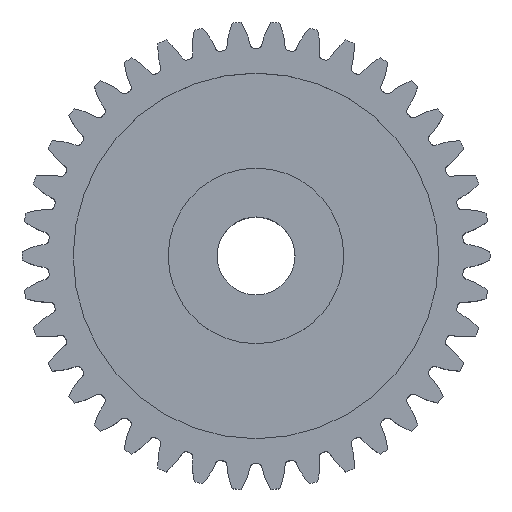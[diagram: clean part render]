
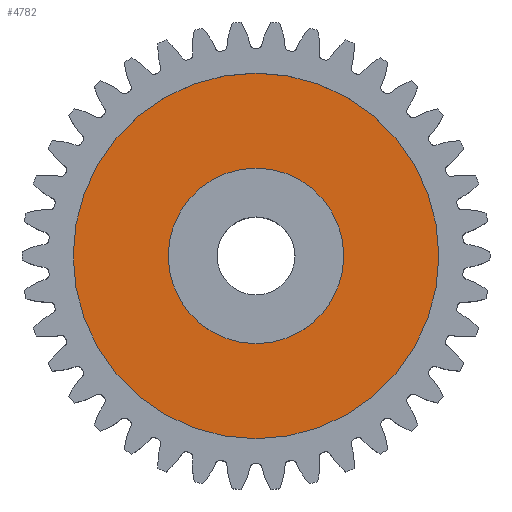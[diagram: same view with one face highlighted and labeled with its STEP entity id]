
A CAD part, top view. The second image highlights one B-rep face of the part: STEP entity #4782.
In plain terms, the highlighted planar face has unit normal (0, 0, 1).
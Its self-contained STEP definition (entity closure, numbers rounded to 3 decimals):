
#1476 = FACE_OUTER_BOUND ( 'NONE', #4740, .T. ) ;
#1517 = DIRECTION ( 'NONE',  ( 0., 0., -1. ) ) ;
#1518 = DIRECTION ( 'NONE',  ( -1., 0., 0. ) ) ;
#1519 = CARTESIAN_POINT ( 'NONE',  ( 0., 0., 7.75 ) ) ;
#1522 = FACE_BOUND ( 'NONE', #4711, .T. ) ;
#1562 = PLANE ( 'NONE',  #1598 ) ;
#1598 = AXIS2_PLACEMENT_3D ( 'NONE', #1519, #1517, #1518 ) ;
#1898 = CARTESIAN_POINT ( 'NONE',  ( -9., 0., 7.75 ) ) ;
#1927 = CARTESIAN_POINT ( 'NONE',  ( 9., 0., 7.75 ) ) ;
#2045 = AXIS2_PLACEMENT_3D ( 'NONE', #2138, #2141, #2129 ) ;
#2118 = CARTESIAN_POINT ( 'NONE',  ( 18.75, 0., 7.75 ) ) ;
#2129 = DIRECTION ( 'NONE',  ( -1., 0., 0. ) ) ;
#2138 = CARTESIAN_POINT ( 'NONE',  ( 0., 0., 7.75 ) ) ;
#2140 = CIRCLE ( 'NONE', #2045, 9. ) ;
#2141 = DIRECTION ( 'NONE',  ( 0., 0., -1. ) ) ;
#2273 = AXIS2_PLACEMENT_3D ( 'NONE', #2313, #2312, #2311 ) ;
#2303 = CIRCLE ( 'NONE', #2273, 18.75 ) ;
#2311 = DIRECTION ( 'NONE',  ( -1., 0., 0. ) ) ;
#2312 = DIRECTION ( 'NONE',  ( 0., 0., -1. ) ) ;
#2313 = CARTESIAN_POINT ( 'NONE',  ( 0., 0., 7.75 ) ) ;
#2325 = CARTESIAN_POINT ( 'NONE',  ( -18.75, 0., 7.75 ) ) ;
#4623 = ORIENTED_EDGE ( 'NONE', *, *, #4628, .F. ) ;
#4628 = EDGE_CURVE ( 'NONE', #7539, #7491, #5201, .T. ) ;
#4630 = EDGE_CURVE ( 'NONE', #7407, #7390, #5200, .T. ) ;
#4636 = ORIENTED_EDGE ( 'NONE', *, *, #7538, .F. ) ;
#4707 = ORIENTED_EDGE ( 'NONE', *, *, #7468, .T. ) ;
#4708 = ORIENTED_EDGE ( 'NONE', *, *, #4630, .T. ) ;
#4711 = EDGE_LOOP ( 'NONE', ( #4707, #4708 ) ) ;
#4740 = EDGE_LOOP ( 'NONE', ( #4623, #4636 ) ) ;
#4782 = ADVANCED_FACE ( 'NONE', ( #1522, #1476 ), #1562, .F. ) ;
#5099 = DIRECTION ( 'NONE',  ( -1., 0., 0. ) ) ;
#5100 = DIRECTION ( 'NONE',  ( 0., 0., -1. ) ) ;
#5101 = AXIS2_PLACEMENT_3D ( 'NONE', #5199, #5100, #5099 ) ;
#5143 = DIRECTION ( 'NONE',  ( -1., 0., 0. ) ) ;
#5147 = DIRECTION ( 'NONE',  ( 0., 0., -1. ) ) ;
#5194 = CARTESIAN_POINT ( 'NONE',  ( 0., 0., 7.75 ) ) ;
#5199 = CARTESIAN_POINT ( 'NONE',  ( 0., 0., 7.75 ) ) ;
#5200 = CIRCLE ( 'NONE', #5203, 9. ) ;
#5201 = CIRCLE ( 'NONE', #5101, 18.75 ) ;
#5203 = AXIS2_PLACEMENT_3D ( 'NONE', #5194, #5147, #5143 ) ;
#7390 = VERTEX_POINT ( 'NONE', #1898 ) ;
#7407 = VERTEX_POINT ( 'NONE', #1927 ) ;
#7468 = EDGE_CURVE ( 'NONE', #7390, #7407, #2140, .T. ) ;
#7491 = VERTEX_POINT ( 'NONE', #2118 ) ;
#7538 = EDGE_CURVE ( 'NONE', #7491, #7539, #2303, .T. ) ;
#7539 = VERTEX_POINT ( 'NONE', #2325 ) ;
